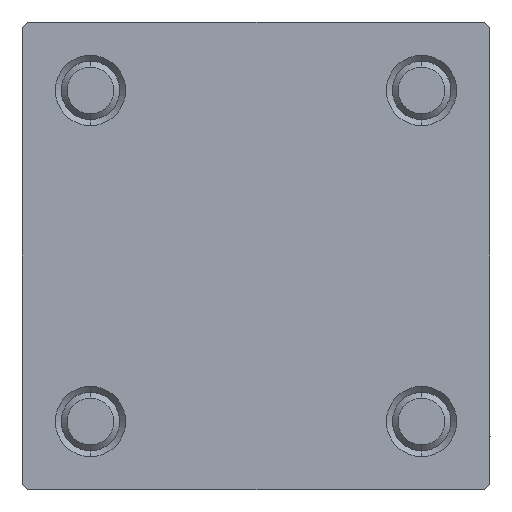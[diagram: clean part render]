
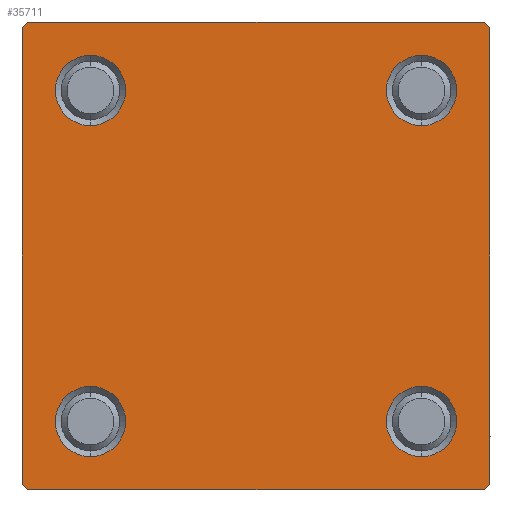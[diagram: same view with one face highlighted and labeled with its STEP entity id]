
A CAD part, left-side view. The second image highlights one B-rep face of the part: STEP entity #35711.
In plain terms, the highlighted planar face has unit normal (-1, 0, 0).
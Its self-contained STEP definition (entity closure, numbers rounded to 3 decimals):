
#70 = CIRCLE ( 'NONE', #14583, 3. ) ;
#1031 = VECTOR ( 'NONE', #21997, 1000. ) ;
#1232 = ORIENTED_EDGE ( 'NONE', *, *, #48028, .T. ) ;
#1595 = VERTEX_POINT ( 'NONE', #9319 ) ;
#3125 = LINE ( 'NONE', #26607, #32466 ) ;
#3775 = CARTESIAN_POINT ( 'NONE',  ( 0., 0., 0. ) ) ;
#4312 = CARTESIAN_POINT ( 'NONE',  ( 0., -19.5, -20. ) ) ;
#4443 = ORIENTED_EDGE ( 'NONE', *, *, #8745, .T. ) ;
#5277 = VERTEX_POINT ( 'NONE', #12476 ) ;
#5685 = ORIENTED_EDGE ( 'NONE', *, *, #41237, .T. ) ;
#5736 = CARTESIAN_POINT ( 'NONE',  ( 0., 14.15, -14.15 ) ) ;
#5741 = CARTESIAN_POINT ( 'NONE',  ( 0., 20., -19.5 ) ) ;
#6063 = DIRECTION ( 'NONE',  ( 0., 0.707, -0.707 ) ) ;
#6114 = EDGE_LOOP ( 'NONE', ( #23803, #46498 ) ) ;
#6589 = LINE ( 'NONE', #30564, #49367 ) ;
#6598 = DIRECTION ( 'NONE',  ( 0., -1., 0. ) ) ;
#7048 = VECTOR ( 'NONE', #38267, 1000. ) ;
#7482 = CARTESIAN_POINT ( 'NONE',  ( 0., -19.75, 19.75 ) ) ;
#7660 = DIRECTION ( 'NONE',  ( 0., 0., -1. ) ) ;
#8745 = EDGE_CURVE ( 'NONE', #16090, #44302, #38913, .T. ) ;
#9260 = CARTESIAN_POINT ( 'NONE',  ( 0., 19.5, -20. ) ) ;
#9319 = CARTESIAN_POINT ( 'NONE',  ( 0., 19.5, 20. ) ) ;
#9851 = EDGE_LOOP ( 'NONE', ( #20068, #4443, #31681, #5685, #44988, #26153, #39940, #33359 ) ) ;
#9882 = AXIS2_PLACEMENT_3D ( 'NONE', #29319, #10127, #25042 ) ;
#10039 = EDGE_CURVE ( 'NONE', #27591, #45494, #43445, .T. ) ;
#10127 = DIRECTION ( 'NONE',  ( 1., 0., 0. ) ) ;
#10135 = CARTESIAN_POINT ( 'NONE',  ( 0., 20., 20. ) ) ;
#11247 = DIRECTION ( 'NONE',  ( 0., 0., 1. ) ) ;
#11427 = EDGE_CURVE ( 'NONE', #1595, #30608, #12923, .T. ) ;
#11665 = DIRECTION ( 'NONE',  ( 1., 0., 0. ) ) ;
#11907 = DIRECTION ( 'NONE',  ( 0., 0., 1. ) ) ;
#12369 = CIRCLE ( 'NONE', #35740, 3. ) ;
#12444 = DIRECTION ( 'NONE',  ( 0., 0., 1. ) ) ;
#12476 = CARTESIAN_POINT ( 'NONE',  ( 0., 14.15, 11.15 ) ) ;
#12643 = CARTESIAN_POINT ( 'NONE',  ( 0., -14.15, -14.15 ) ) ;
#12923 = LINE ( 'NONE', #10135, #19297 ) ;
#13248 = EDGE_CURVE ( 'NONE', #49844, #5277, #33849, .T. ) ;
#13603 = DIRECTION ( 'NONE',  ( 0., 0., 1. ) ) ;
#13775 = VECTOR ( 'NONE', #6063, 1000. ) ;
#13820 = DIRECTION ( 'NONE',  ( 1., 0., 0. ) ) ;
#13873 = EDGE_CURVE ( 'NONE', #46098, #43985, #70, .T. ) ;
#14500 = CARTESIAN_POINT ( 'NONE',  ( 0., -14.15, 14.15 ) ) ;
#14583 = AXIS2_PLACEMENT_3D ( 'NONE', #5736, #13820, #25434 ) ;
#15147 = FACE_BOUND ( 'NONE', #19459, .T. ) ;
#15168 = EDGE_LOOP ( 'NONE', ( #15386, #1232 ) ) ;
#15386 = ORIENTED_EDGE ( 'NONE', *, *, #10039, .T. ) ;
#16090 = VERTEX_POINT ( 'NONE', #5741 ) ;
#16246 = CARTESIAN_POINT ( 'NONE',  ( 0., 14.15, 14.15 ) ) ;
#16888 = CARTESIAN_POINT ( 'NONE',  ( 0., 14.15, -14.15 ) ) ;
#16946 = AXIS2_PLACEMENT_3D ( 'NONE', #16246, #38959, #12444 ) ;
#18392 = CARTESIAN_POINT ( 'NONE',  ( 0., 14.15, -11.15 ) ) ;
#18894 = CARTESIAN_POINT ( 'NONE',  ( 0., 14.15, 17.15 ) ) ;
#18932 = PLANE ( 'NONE',  #35495 ) ;
#19121 = CARTESIAN_POINT ( 'NONE',  ( 0., 20., -20. ) ) ;
#19297 = VECTOR ( 'NONE', #6598, 1000. ) ;
#19459 = EDGE_LOOP ( 'NONE', ( #35103, #47143 ) ) ;
#19763 = VERTEX_POINT ( 'NONE', #49167 ) ;
#20068 = ORIENTED_EDGE ( 'NONE', *, *, #41911, .T. ) ;
#20675 = CARTESIAN_POINT ( 'NONE',  ( 0., -20., 19.5 ) ) ;
#21997 = DIRECTION ( 'NONE',  ( 0., 0., -1. ) ) ;
#22475 = FACE_BOUND ( 'NONE', #15168, .T. ) ;
#22975 = FACE_BOUND ( 'NONE', #6114, .T. ) ;
#23313 = AXIS2_PLACEMENT_3D ( 'NONE', #30425, #45817, #11247 ) ;
#23478 = DIRECTION ( 'NONE',  ( -1., 0., 0. ) ) ;
#23751 = EDGE_CURVE ( 'NONE', #26785, #30608, #48423, .T. ) ;
#23803 = ORIENTED_EDGE ( 'NONE', *, *, #43862, .T. ) ;
#23893 = ORIENTED_EDGE ( 'NONE', *, *, #41065, .T. ) ;
#24077 = CARTESIAN_POINT ( 'NONE',  ( 0., -19.5, 20. ) ) ;
#25042 = DIRECTION ( 'NONE',  ( 0., 0., 1. ) ) ;
#25161 = CIRCLE ( 'NONE', #45302, 3. ) ;
#25274 = LINE ( 'NONE', #40660, #13775 ) ;
#25434 = DIRECTION ( 'NONE',  ( 0., 0., 1. ) ) ;
#26153 = ORIENTED_EDGE ( 'NONE', *, *, #23751, .T. ) ;
#26513 = FACE_OUTER_BOUND ( 'NONE', #9851, .T. ) ;
#26607 = CARTESIAN_POINT ( 'NONE',  ( 0., 20., 20. ) ) ;
#26785 = VERTEX_POINT ( 'NONE', #20675 ) ;
#27199 = LINE ( 'NONE', #19121, #42795 ) ;
#27591 = VERTEX_POINT ( 'NONE', #31054 ) ;
#29319 = CARTESIAN_POINT ( 'NONE',  ( 0., 14.15, 14.15 ) ) ;
#30291 = CARTESIAN_POINT ( 'NONE',  ( 0., -14.15, -17.15 ) ) ;
#30425 = CARTESIAN_POINT ( 'NONE',  ( 0., -14.15, -14.15 ) ) ;
#30564 = CARTESIAN_POINT ( 'NONE',  ( 0., -19.75, -19.75 ) ) ;
#30601 = DIRECTION ( 'NONE',  ( 0., -0.707, -0.707 ) ) ;
#30608 = VERTEX_POINT ( 'NONE', #24077 ) ;
#31054 = CARTESIAN_POINT ( 'NONE',  ( 0., -14.15, -11.15 ) ) ;
#31681 = ORIENTED_EDGE ( 'NONE', *, *, #36033, .T. ) ;
#32177 = VERTEX_POINT ( 'NONE', #43605 ) ;
#32224 = EDGE_CURVE ( 'NONE', #32318, #40862, #41162, .T. ) ;
#32318 = VERTEX_POINT ( 'NONE', #47238 ) ;
#32373 = EDGE_LOOP ( 'NONE', ( #39247, #23893 ) ) ;
#32466 = VECTOR ( 'NONE', #7660, 1000. ) ;
#33359 = ORIENTED_EDGE ( 'NONE', *, *, #36762, .T. ) ;
#33592 = CARTESIAN_POINT ( 'NONE',  ( 0., -20., 20. ) ) ;
#33849 = CIRCLE ( 'NONE', #16946, 3. ) ;
#35103 = ORIENTED_EDGE ( 'NONE', *, *, #32224, .T. ) ;
#35495 = AXIS2_PLACEMENT_3D ( 'NONE', #3775, #23478, #45679 ) ;
#35500 = AXIS2_PLACEMENT_3D ( 'NONE', #43106, #40297, #44090 ) ;
#35711 = ADVANCED_FACE ( 'NONE', ( #15147, #22475, #22975, #42647, #26513 ), #18932, .T. ) ;
#35740 = AXIS2_PLACEMENT_3D ( 'NONE', #16888, #36052, #13603 ) ;
#36033 = EDGE_CURVE ( 'NONE', #44302, #39086, #27199, .T. ) ;
#36052 = DIRECTION ( 'NONE',  ( 1., 0., 0. ) ) ;
#36762 = EDGE_CURVE ( 'NONE', #1595, #19763, #25274, .T. ) ;
#37217 = DIRECTION ( 'NONE',  ( 1., 0., 0. ) ) ;
#38267 = DIRECTION ( 'NONE',  ( 0., 0.707, 0.707 ) ) ;
#38913 = LINE ( 'NONE', #39397, #44196 ) ;
#38959 = DIRECTION ( 'NONE',  ( 1., 0., 0. ) ) ;
#39086 = VERTEX_POINT ( 'NONE', #4312 ) ;
#39247 = ORIENTED_EDGE ( 'NONE', *, *, #13248, .T. ) ;
#39397 = CARTESIAN_POINT ( 'NONE',  ( 0., 19.75, -19.75 ) ) ;
#39454 = EDGE_CURVE ( 'NONE', #40862, #32318, #48522, .T. ) ;
#39940 = ORIENTED_EDGE ( 'NONE', *, *, #11427, .F. ) ;
#40033 = CARTESIAN_POINT ( 'NONE',  ( 0., 14.15, -17.15 ) ) ;
#40297 = DIRECTION ( 'NONE',  ( 1., 0., 0. ) ) ;
#40660 = CARTESIAN_POINT ( 'NONE',  ( 0., 19.75, 19.75 ) ) ;
#40862 = VERTEX_POINT ( 'NONE', #44027 ) ;
#41065 = EDGE_CURVE ( 'NONE', #5277, #49844, #41350, .T. ) ;
#41162 = CIRCLE ( 'NONE', #35500, 3. ) ;
#41237 = EDGE_CURVE ( 'NONE', #39086, #32177, #6589, .T. ) ;
#41247 = EDGE_CURVE ( 'NONE', #26785, #32177, #45954, .T. ) ;
#41350 = CIRCLE ( 'NONE', #9882, 3. ) ;
#41911 = EDGE_CURVE ( 'NONE', #19763, #16090, #3125, .T. ) ;
#42647 = FACE_BOUND ( 'NONE', #32373, .T. ) ;
#42795 = VECTOR ( 'NONE', #45872, 1000. ) ;
#43106 = CARTESIAN_POINT ( 'NONE',  ( 0., -14.15, 14.15 ) ) ;
#43445 = CIRCLE ( 'NONE', #23313, 3. ) ;
#43605 = CARTESIAN_POINT ( 'NONE',  ( 0., -20., -19.5 ) ) ;
#43862 = EDGE_CURVE ( 'NONE', #43985, #46098, #12369, .T. ) ;
#43985 = VERTEX_POINT ( 'NONE', #18392 ) ;
#44027 = CARTESIAN_POINT ( 'NONE',  ( 0., -14.15, 11.15 ) ) ;
#44090 = DIRECTION ( 'NONE',  ( 0., 0., 1. ) ) ;
#44196 = VECTOR ( 'NONE', #30601, 1000. ) ;
#44302 = VERTEX_POINT ( 'NONE', #9260 ) ;
#44988 = ORIENTED_EDGE ( 'NONE', *, *, #41247, .F. ) ;
#45302 = AXIS2_PLACEMENT_3D ( 'NONE', #12643, #11665, #11907 ) ;
#45494 = VERTEX_POINT ( 'NONE', #30291 ) ;
#45679 = DIRECTION ( 'NONE',  ( 0., 0., 1. ) ) ;
#45817 = DIRECTION ( 'NONE',  ( 1., 0., 0. ) ) ;
#45872 = DIRECTION ( 'NONE',  ( 0., -1., 0. ) ) ;
#45954 = LINE ( 'NONE', #33592, #1031 ) ;
#46098 = VERTEX_POINT ( 'NONE', #40033 ) ;
#46134 = AXIS2_PLACEMENT_3D ( 'NONE', #14500, #37217, #48561 ) ;
#46498 = ORIENTED_EDGE ( 'NONE', *, *, #13873, .T. ) ;
#47143 = ORIENTED_EDGE ( 'NONE', *, *, #39454, .T. ) ;
#47238 = CARTESIAN_POINT ( 'NONE',  ( 0., -14.15, 17.15 ) ) ;
#48028 = EDGE_CURVE ( 'NONE', #45494, #27591, #25161, .T. ) ;
#48423 = LINE ( 'NONE', #7482, #7048 ) ;
#48522 = CIRCLE ( 'NONE', #46134, 3. ) ;
#48561 = DIRECTION ( 'NONE',  ( 0., 0., 1. ) ) ;
#48731 = DIRECTION ( 'NONE',  ( 0., -0.707, 0.707 ) ) ;
#49167 = CARTESIAN_POINT ( 'NONE',  ( 0., 20., 19.5 ) ) ;
#49367 = VECTOR ( 'NONE', #48731, 1000. ) ;
#49844 = VERTEX_POINT ( 'NONE', #18894 ) ;
